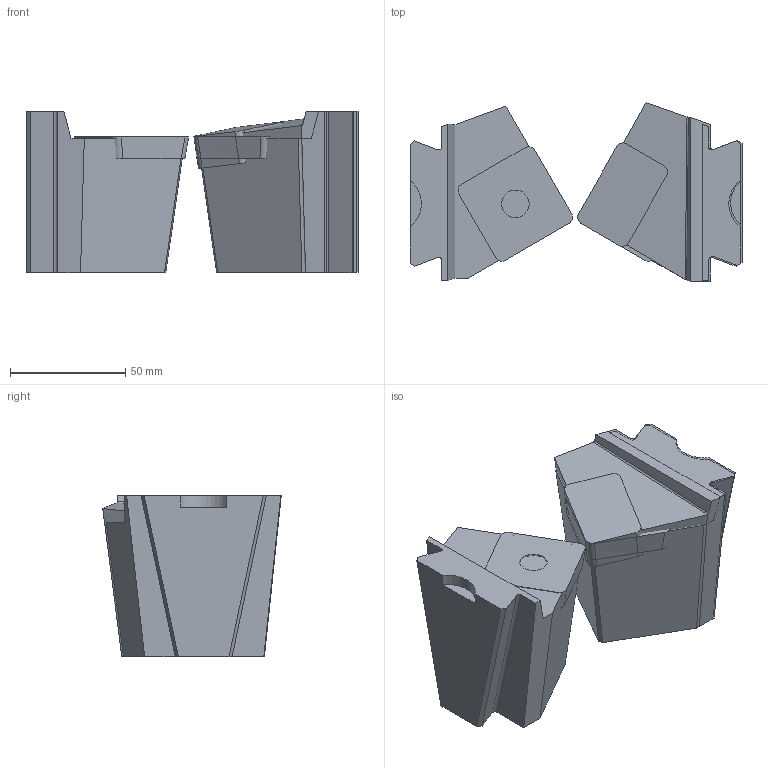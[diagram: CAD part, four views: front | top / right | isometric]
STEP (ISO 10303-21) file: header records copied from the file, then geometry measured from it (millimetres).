
FILE_DESCRIPTION(/* description */ (''),/* implementation_level */ '2;1');
FILE_NAME(/* name */ 'KHSSBCR38A_SIM.stp',/* time_stamp */ '2022-09-08T07:59:25+02:00',/* author */ (''),/* organization */ (''),/* preprocessor_version */ 'ST-DEVELOPER v16.7',/* originating_system */ 'SIEMENS PLM Software NX 12.0',/* authorisation */ '');
FILE_SCHEMA (('AUTOMOTIVE_DESIGN { 1 0 10303 214 3 1 1 1 }'));
Length unit declared in the file: millimetre
Products named in the file (1): model1
Bounding box: 144.25 x 77.6 x 70.19 mm (x, y, z)
Volume: 577338 mm3; surface area: 75914.1 mm2
Topology: 6 solids, 6 shells, 99 faces, 259 edges, 172 vertices
Faces by surface type: plane 69, cylinder 27, torus 2, sphere 1
Full cylindrical faces by diameter (mm): 8.7 x2, 9.3 x1, 12 x2
Entity records: 3016 total; most frequent: CARTESIAN_POINT 515, DIRECTION 502, ORIENTED_EDGE 494, EDGE_CURVE 247, LINE 192, VECTOR 192, VERTEX_POINT 168, AXIS2_PLACEMENT_3D 155
